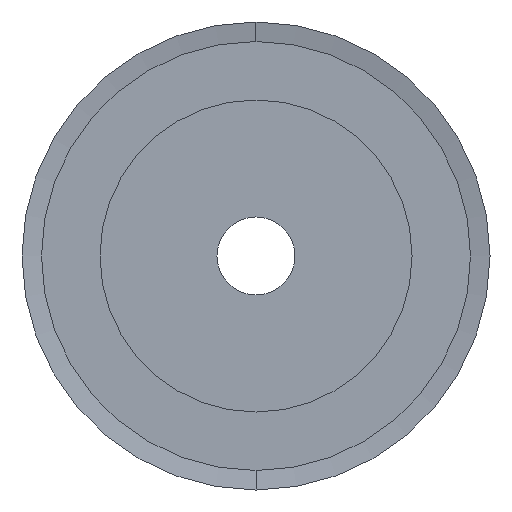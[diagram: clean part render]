
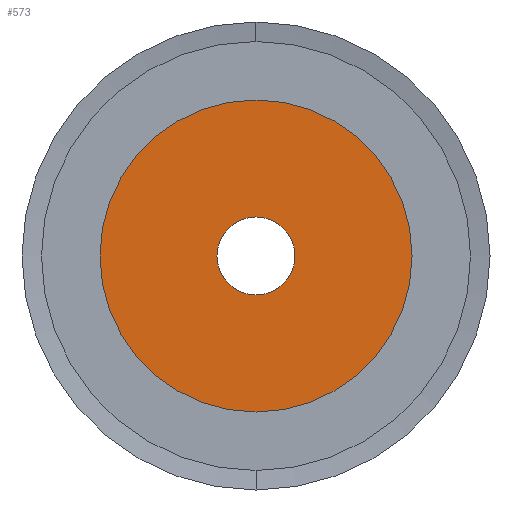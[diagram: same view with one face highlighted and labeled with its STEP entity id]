
A CAD part, left-side view. The second image highlights one B-rep face of the part: STEP entity #573.
In plain terms, the highlighted planar face has unit normal (-1, 0, 0).
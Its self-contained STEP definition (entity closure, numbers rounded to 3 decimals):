
#573=ADVANCED_FACE('',(#1145,#1146),#1147,.T.);
#1145=FACE_BOUND('',#1711,.T.);
#1146=FACE_OUTER_BOUND('',#1712,.T.);
#1147=PLANE('',#1713);
#1711=EDGE_LOOP('',(#3493,#3494));
#1712=EDGE_LOOP('',(#3495,#3496));
#1713=AXIS2_PLACEMENT_3D('',#3497,#3498,#3499);
#3493=ORIENTED_EDGE('',*,*,#3513,.T.);
#3494=ORIENTED_EDGE('',*,*,#4215,.T.);
#3495=ORIENTED_EDGE('',*,*,#3516,.F.);
#3496=ORIENTED_EDGE('',*,*,#4213,.F.);
#3497=CARTESIAN_POINT('',(-11.0,0.0,-6.0));
#3498=DIRECTION('',(-1.0,0.0,0.0));
#3499=DIRECTION('',(0.0,0.0,1.0));
#3513=EDGE_CURVE('',#4222,#4226,#4228,.T.);
#3516=EDGE_CURVE('',#4230,#4233,#4234,.T.);
#4213=EDGE_CURVE('',#4233,#4230,#5272,.T.);
#4215=EDGE_CURVE('',#4226,#4222,#5274,.T.);
#4222=VERTEX_POINT('',#5281);
#4226=VERTEX_POINT('',#5286);
#4228=CIRCLE('',#5289,3.0);
#4230=VERTEX_POINT('',#5291);
#4233=VERTEX_POINT('',#5295);
#4234=CIRCLE('',#5296,12.0);
#5272=CIRCLE('',#6589,12.0);
#5274=CIRCLE('',#6591,3.0);
#5281=CARTESIAN_POINT('',(-11.0,0.0,-3.0));
#5286=CARTESIAN_POINT('',(-11.0,0.,3.0));
#5289=AXIS2_PLACEMENT_3D('',#6601,#6602,#6603);
#5291=CARTESIAN_POINT('',(-11.0,0.0,-12.0));
#5295=CARTESIAN_POINT('',(-11.0,0.,12.0));
#5296=AXIS2_PLACEMENT_3D('',#6605,#6606,#6607);
#6589=AXIS2_PLACEMENT_3D('',#7649,#7650,#7651);
#6591=AXIS2_PLACEMENT_3D('',#7652,#7653,#7654);
#6601=CARTESIAN_POINT('',(-11.0,0.0,0.0));
#6602=DIRECTION('',(1.0,-0.0,0.0));
#6603=DIRECTION('',(0.0,0.0,-1.0));
#6605=CARTESIAN_POINT('',(-11.0,0.0,0.0));
#6606=DIRECTION('',(1.0,0.0,0.0));
#6607=DIRECTION('',(0.0,0.0,-1.0));
#7649=CARTESIAN_POINT('',(-11.0,0.0,0.0));
#7650=DIRECTION('',(1.0,0.0,0.0));
#7651=DIRECTION('',(0.0,0.0,-1.0));
#7652=CARTESIAN_POINT('',(-11.0,0.0,0.0));
#7653=DIRECTION('',(1.0,-0.0,0.0));
#7654=DIRECTION('',(0.0,0.0,-1.0));
